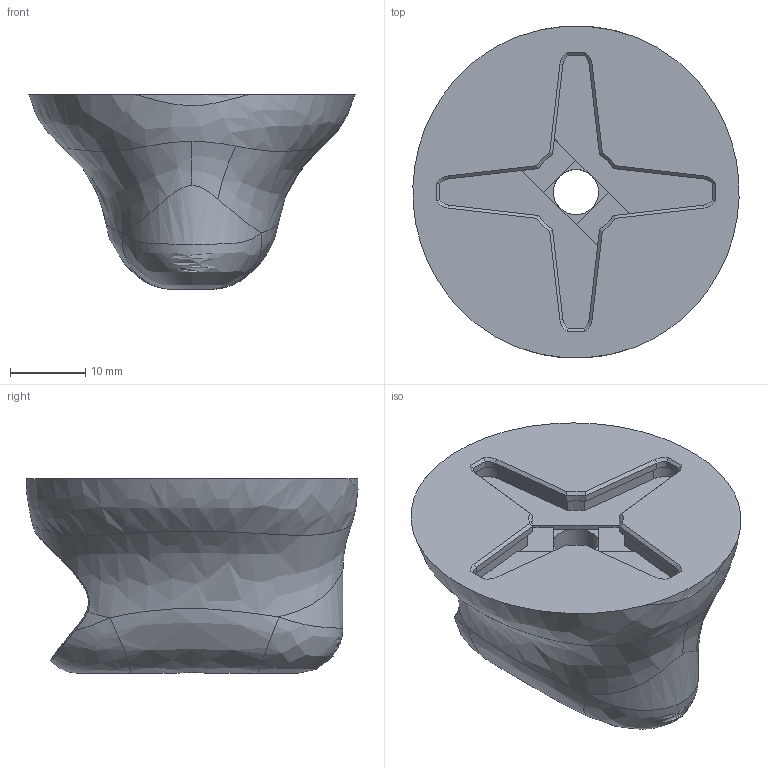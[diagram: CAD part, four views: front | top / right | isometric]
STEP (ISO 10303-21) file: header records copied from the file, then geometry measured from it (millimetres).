
FILE_DESCRIPTION(/* description */ ('','CAx-IF Rec.Pracs.---Representation and Presentation of Product Manufacturing Information (PMI)---4.0---2014-10-13'),/* implementation_level */ '2;1');
FILE_NAME(/* name */ 'horn_fitting leg 4star v7.step',/* time_stamp */ '2025-01-27T00:02:38+01:00',/* author */ (''),/* organization */ (''),/* preprocessor_version */ 'ST-DEVELOPER v20',/* originating_system */ 'Autodesk Translation Framework v13.20.0.188',/* authorisation */ '');
FILE_SCHEMA (('AP242_MANAGED_MODEL_BASED_3D_ENGINEERING_MIM_LF { 1 0 10303 442 1 1 4 }'));
Length unit declared in the file: millimetre
Products named in the file (1): horn_fitting  leg 4star
Bounding box: 43.21 x 43.99 x 25.8 mm (x, y, z)
Volume: 15669.7 mm3; surface area: 6935.7 mm2
Topology: 1 solids, 1 shells, 101 faces, 267 edges, 167 vertices
Faces by surface type: plane 49, cylinder 25, bspline 14, cone 13
Full cylindrical faces by diameter (mm): 6 x2, 15.5 x1
Entity records: 5194 total; most frequent: CARTESIAN_POINT 2789, ORIENTED_EDGE 534, DIRECTION 447, EDGE_CURVE 267, VERTEX_POINT 167, AXIS2_PLACEMENT_3D 157, LINE 133, VECTOR 133
